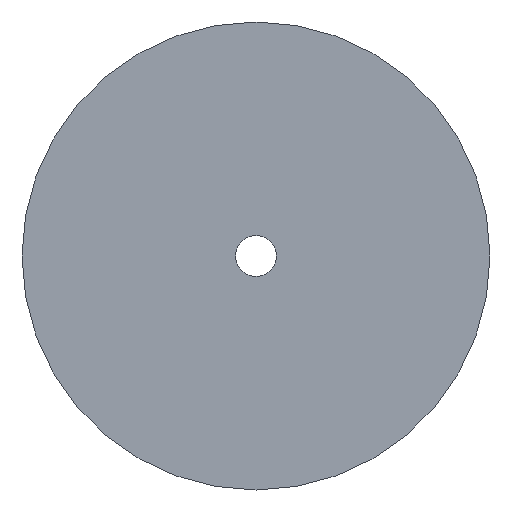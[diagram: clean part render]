
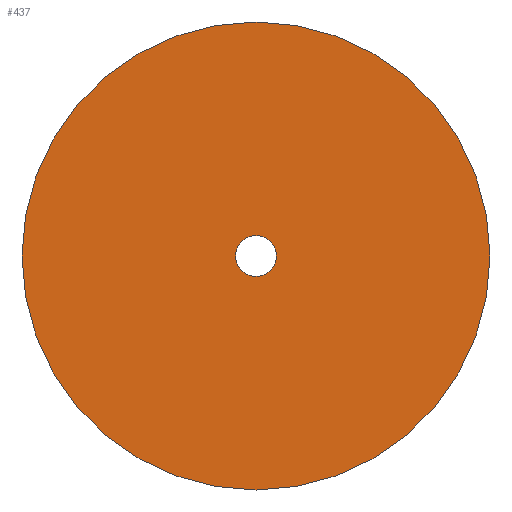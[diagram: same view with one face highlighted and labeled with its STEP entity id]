
A CAD part, front view. The second image highlights one B-rep face of the part: STEP entity #437.
In plain terms, the highlighted planar face has unit normal (0, -1, 0).
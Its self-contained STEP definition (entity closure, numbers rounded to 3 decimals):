
#45=FACE_BOUND('',#103,.T.);
#49=PLANE('',#491);
#74=FACE_OUTER_BOUND('',#102,.T.);
#102=EDGE_LOOP('',(#399));
#103=EDGE_LOOP('',(#400));
#149=CIRCLE('',#458,2.6);
#169=CIRCLE('',#489,29.766);
#173=VERTEX_POINT('',#606);
#211=VERTEX_POINT('',#2854);
#217=EDGE_CURVE('',#173,#173,#149,.T.);
#274=EDGE_CURVE('',#211,#211,#169,.T.);
#399=ORIENTED_EDGE('',*,*,#274,.F.);
#400=ORIENTED_EDGE('',*,*,#217,.T.);
#437=ADVANCED_FACE('',(#74,#45),#49,.F.);
#458=AXIS2_PLACEMENT_3D('',#608,#508,#509);
#489=AXIS2_PLACEMENT_3D('',#2856,#589,#590);
#491=AXIS2_PLACEMENT_3D('',#2858,#593,#594);
#508=DIRECTION('center_axis',(0.,1.,0.));
#509=DIRECTION('ref_axis',(-1.,0.,0.));
#589=DIRECTION('center_axis',(0.,1.,0.));
#590=DIRECTION('ref_axis',(-1.,0.,0.));
#593=DIRECTION('center_axis',(0.,1.,0.));
#594=DIRECTION('ref_axis',(-1.,0.,0.));
#606=CARTESIAN_POINT('',(-5.153,3.,-3.02));
#608=CARTESIAN_POINT('Origin',(-7.753,3.,-3.02));
#2854=CARTESIAN_POINT('',(22.013,3.,-3.02));
#2856=CARTESIAN_POINT('Origin',(-7.753,3.,-3.02));
#2858=CARTESIAN_POINT('Origin',(-7.753,3.,-3.02));
